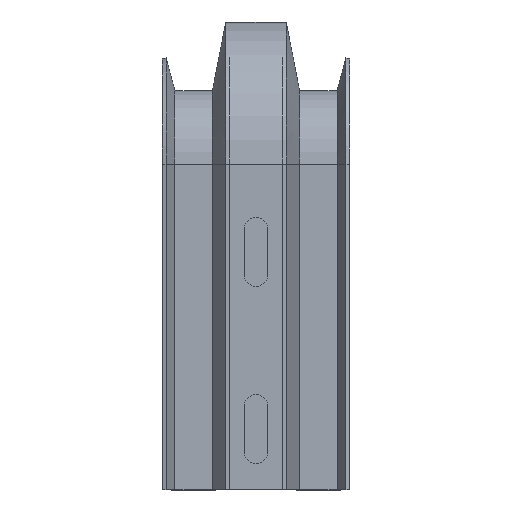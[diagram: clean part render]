
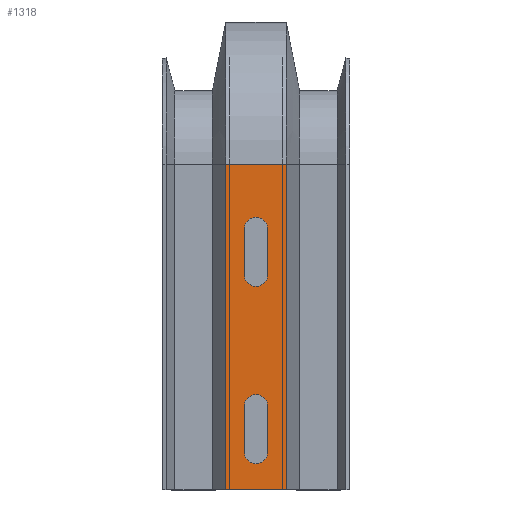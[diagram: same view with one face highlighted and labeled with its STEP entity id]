
A CAD part, top view. The second image highlights one B-rep face of the part: STEP entity #1318.
In plain terms, the highlighted planar face has unit normal (0, 0, 1).
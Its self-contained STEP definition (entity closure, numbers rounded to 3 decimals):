
#72=FACE_OUTER_BOUND('',#146,.T.);
#146=EDGE_LOOP('',(#985,#986,#987,#988));
#238=LINE('',#2115,#382);
#239=LINE('',#2118,#383);
#240=LINE('',#2120,#384);
#241=LINE('',#2121,#385);
#382=VECTOR('',#1677,1.);
#383=VECTOR('',#1680,1.);
#384=VECTOR('',#1681,1.);
#385=VECTOR('',#1682,1.);
#611=VERTEX_POINT('',#2111);
#612=VERTEX_POINT('',#2113);
#613=VERTEX_POINT('',#2117);
#614=VERTEX_POINT('',#2119);
#774=EDGE_CURVE('',#611,#612,#238,.T.);
#775=EDGE_CURVE('',#613,#611,#239,.T.);
#776=EDGE_CURVE('',#614,#612,#240,.T.);
#777=EDGE_CURVE('',#613,#614,#241,.T.);
#985=ORIENTED_EDGE('',*,*,#775,.T.);
#986=ORIENTED_EDGE('',*,*,#774,.T.);
#987=ORIENTED_EDGE('',*,*,#776,.F.);
#988=ORIENTED_EDGE('',*,*,#777,.F.);
#1260=PLANE('',#1465);
#1318=ADVANCED_FACE('',(#72),#1260,.T.);
#1465=AXIS2_PLACEMENT_3D('',#2116,#1678,#1679);
#1677=DIRECTION('',(0.,-1.,0.));
#1678=DIRECTION('center_axis',(0.,0.,1.));
#1679=DIRECTION('ref_axis',(-1.,0.,0.));
#1680=DIRECTION('',(-1.,0.,0.));
#1681=DIRECTION('',(-1.,0.,0.));
#1682=DIRECTION('',(0.,-1.,0.));
#2111=CARTESIAN_POINT('',(96.274,14.419,578.5));
#2113=CARTESIAN_POINT('',(96.274,-103.581,578.5));
#2115=CARTESIAN_POINT('',(96.274,14.419,578.5));
#2116=CARTESIAN_POINT('Origin',(118.22,14.419,578.5));
#2117=CARTESIAN_POINT('',(118.22,14.419,578.5));
#2118=CARTESIAN_POINT('',(118.22,14.419,578.5));
#2119=CARTESIAN_POINT('',(118.22,-103.581,578.5));
#2120=CARTESIAN_POINT('',(118.22,-103.581,578.5));
#2121=CARTESIAN_POINT('',(118.22,14.419,578.5));
